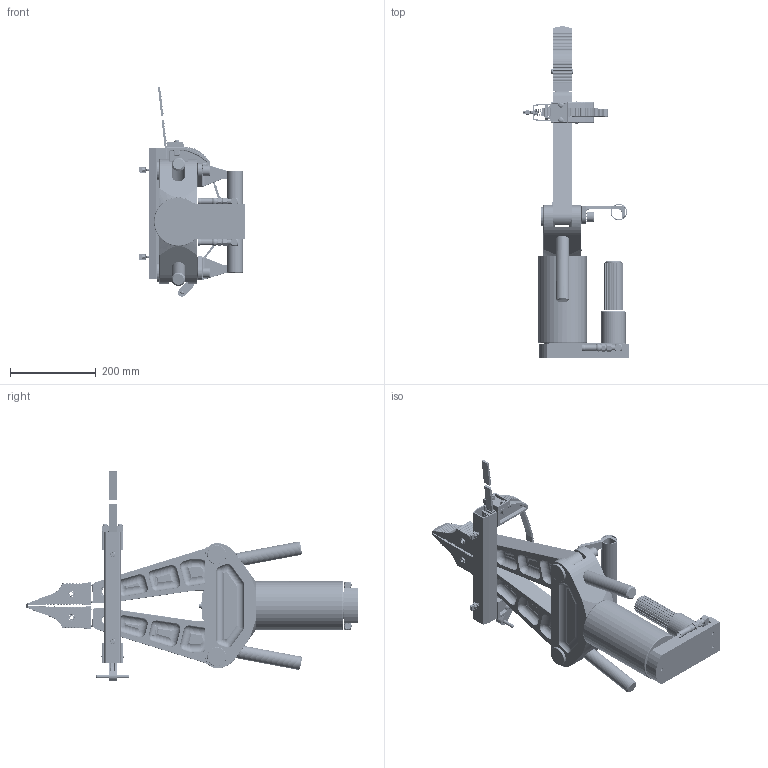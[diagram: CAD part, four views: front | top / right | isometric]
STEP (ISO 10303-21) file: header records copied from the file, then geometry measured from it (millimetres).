
FILE_DESCRIPTION (( 'STEP AP203' ), '1' );
FILE_NAME ('K5024.STEP', '2018-01-12T15:38:35', ( 'admin' ), ( 'Hewlett-Packard Company' ), 'SwSTEP 2.0', 'SolidWorks 2017', '' );
FILE_SCHEMA (( 'CONFIG_CONTROL_DESIGN' ));
Length unit declared in the file: inch
Products named in the file (17): 2035n_8; 2075; 2049; 2073; 7016; 3017_HFBOLT 0.25-20x1.25x0.75-C; 7029_8; 2018_compressed; K5050-1_IN USE; 2008 - IN USE SAM; K5024; 1006-3-  _at rest; 4097; 2020-12; AMK-30CX - SPREADER; 2069LN_MSHXNUT 0.250-20-S-N; 2074
Assembly tree (27 placements, depth 4):
  K5024
    4097
    AMK-30CX - SPREADER
    K5050-1_IN USE
      2074
      2075
      2073
      3017_HFBOLT 0.25-20x1.25x0.75-C  x4
      2018_compressed  x4
      2008 - IN USE SAM
      1006-3-  _at rest
      2020-12
      2035n_8
        3017_HFBOLT 0.25-20x1.25x0.75-C  x2
        2069LN_MSHXNUT 0.250-20-S-N  x2
      7029_8
        2049  x2
        7016  x2
Bounding box: 249.06 x 775.16 x 489.01 mm (x, y, z)
Volume: 714299.8 mm3; surface area: 1012898.2 mm2
Topology: 28 solids, 145 shells, 3880 faces, 11289 edges, 7405 vertices
Faces by surface type: cylinder 1322, plane 1054, cone 784, torus 480, bspline 157, sphere 83
Entity records: 112501 total; most frequent: CARTESIAN_POINT 32884, DIRECTION 16980, ORIENTED_EDGE 14883, EDGE_CURVE 8714, AXIS2_PLACEMENT_3D 6515, VERTEX_POINT 5838, VECTOR 3950, LINE 3950
